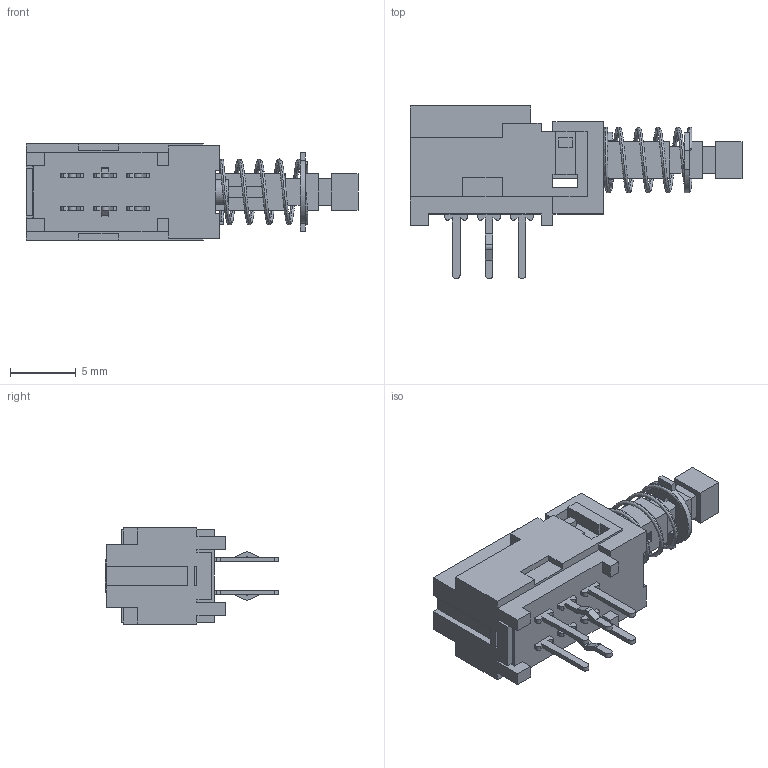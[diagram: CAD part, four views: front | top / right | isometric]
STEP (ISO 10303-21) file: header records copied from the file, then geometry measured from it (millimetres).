
FILE_DESCRIPTION (( 'STEP AP214' ), '1' );
FILE_NAME ('PBH2UEESNPNAGX.STEP', '2022-07-25T13:24:48', ( '' ), ( '' ), 'SwSTEP 2.0', 'SolidWorks 2017', '' );
FILE_SCHEMA (( 'AUTOMOTIVE_DESIGN' ));
Length unit declared in the file: millimetre
Products named in the file (2): PBH2UEESNPNAGX; PBH2UEESNPNAGX--3DModel-STEP-520916
Assembly tree (1 placements, depth 2):
  PBH2UEESNPNAGX
    PBH2UEESNPNAGX--3DModel-STEP-520916
Bounding box: 25.2 x 13.15 x 7.3 mm (x, y, z)
Surface area: 1278 mm2 (no closed solid volume)
Topology: 0 solids, 2 shells, 314 faces, 921 edges, 605 vertices
Faces by surface type: plane 266, cylinder 43, bspline 5
Entity records: 12056 total; most frequent: CARTESIAN_POINT 3687, ORIENTED_EDGE 1830, DIRECTION 1581, EDGE_CURVE 917, VECTOR 803, LINE 803, VERTEX_POINT 603, AXIS2_PLACEMENT_3D 389
